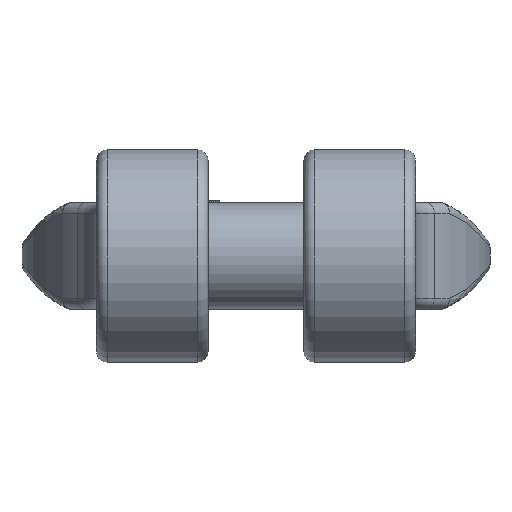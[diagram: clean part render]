
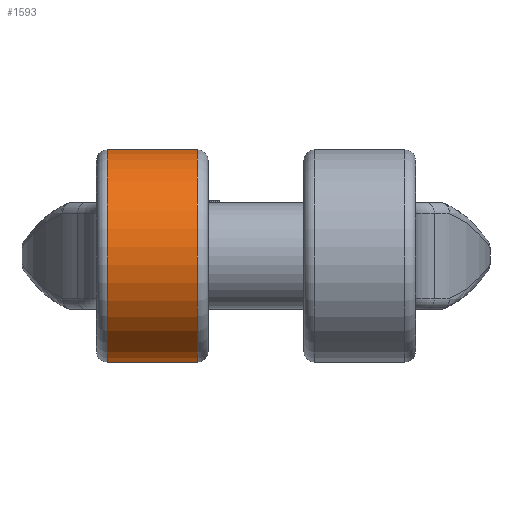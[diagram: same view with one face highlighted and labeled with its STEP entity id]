
A CAD part, front view. The second image highlights one B-rep face of the part: STEP entity #1593.
In plain terms, the highlighted cylindrical face has radius 20 mm (diameter 40 mm), a partial arc.
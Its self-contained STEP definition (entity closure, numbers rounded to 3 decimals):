
#255=LINE('',#6598,#508);
#256=LINE('',#6609,#509);
#508=VECTOR('',#5141,1.);
#509=VECTOR('',#5148,1.);
#1331=FACE_OUTER_BOUND('',#1922,.T.);
#1593=ADVANCED_FACE('',(#1331),#1854,.T.);
#1854=CYLINDRICAL_SURFACE('',#4800,20.);
#1922=EDGE_LOOP('',(#2381,#2382,#2383,#2384));
#2381=ORIENTED_EDGE('',*,*,#4168,.F.);
#2382=ORIENTED_EDGE('',*,*,#4171,.T.);
#2383=ORIENTED_EDGE('',*,*,#4172,.T.);
#2384=ORIENTED_EDGE('',*,*,#4173,.T.);
#3728=VERTEX_POINT('',#6597);
#3729=VERTEX_POINT('',#6599);
#3731=VERTEX_POINT('',#6608);
#3732=VERTEX_POINT('',#6610);
#4168=EDGE_CURVE('',#3728,#3729,#255,.T.);
#4171=EDGE_CURVE('',#3728,#3731,#4689,.T.);
#4172=EDGE_CURVE('',#3731,#3732,#256,.T.);
#4173=EDGE_CURVE('',#3732,#3729,#4690,.T.);
#4689=CIRCLE('',#4798,20.);
#4690=CIRCLE('',#4799,20.);
#4798=AXIS2_PLACEMENT_3D('',#6607,#5146,#5147);
#4799=AXIS2_PLACEMENT_3D('',#6611,#5149,#5150);
#4800=AXIS2_PLACEMENT_3D('',#6612,#5151,#5152);
#5141=DIRECTION('',(1.,0.,0.));
#5146=DIRECTION('',(1.,0.,0.));
#5147=DIRECTION('',(0.,1.,0.));
#5148=DIRECTION('',(1.,0.,0.));
#5149=DIRECTION('',(-1.,0.,0.));
#5150=DIRECTION('',(0.,-1.,0.));
#5151=DIRECTION('',(1.,0.,0.));
#5152=DIRECTION('',(0.,0.,-1.));
#6597=CARTESIAN_POINT('',(-28.,-47.167,14.444));
#6598=CARTESIAN_POINT('',(-52.,-47.167,14.444));
#6599=CARTESIAN_POINT('',(-11.,-47.167,14.444));
#6607=CARTESIAN_POINT('',(-28.,-61.,0.));
#6608=CARTESIAN_POINT('',(-28.,-47.167,-14.444));
#6609=CARTESIAN_POINT('',(-52.,-47.167,-14.444));
#6610=CARTESIAN_POINT('',(-11.,-47.167,-14.444));
#6611=CARTESIAN_POINT('',(-11.,-61.,0.));
#6612=CARTESIAN_POINT('',(-52.,-61.,0.));
